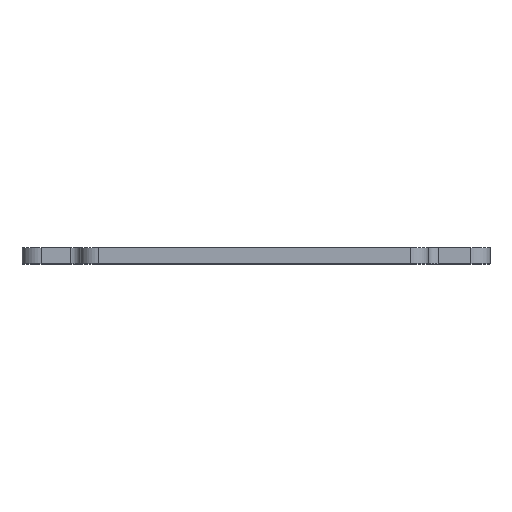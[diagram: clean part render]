
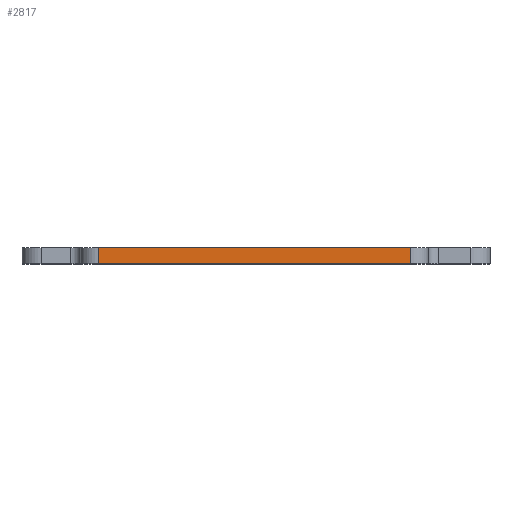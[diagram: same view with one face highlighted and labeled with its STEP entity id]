
A CAD part, top view. The second image highlights one B-rep face of the part: STEP entity #2817.
In plain terms, the highlighted planar face has unit normal (0, 0, 1).
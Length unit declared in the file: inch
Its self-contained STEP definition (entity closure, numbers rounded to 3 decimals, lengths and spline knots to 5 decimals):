
#45 = DIRECTION ( 'NONE',  ( -1., 0., 0. ) ) ;
#63 = AXIS2_PLACEMENT_3D ( 'NONE', #2008, #2467, #45 ) ;
#273 = VECTOR ( 'NONE', #2336, 39.37008 ) ;
#304 = VERTEX_POINT ( 'NONE', #1641 ) ;
#372 = EDGE_LOOP ( 'NONE', ( #2506, #1552, #649, #2441 ) ) ;
#429 = DIRECTION ( 'NONE',  ( 1., 0., 0. ) ) ;
#521 = FACE_OUTER_BOUND ( 'NONE', #372, .T. ) ;
#649 = ORIENTED_EDGE ( 'NONE', *, *, #3124, .F. ) ;
#658 = EDGE_CURVE ( 'NONE', #1514, #304, #2829, .T. ) ;
#735 = LINE ( 'NONE', #2895, #777 ) ;
#777 = VECTOR ( 'NONE', #1888, 39.37008 ) ;
#839 = VERTEX_POINT ( 'NONE', #2603 ) ;
#970 = CARTESIAN_POINT ( 'NONE',  ( -1.94488, 0.1, 1.2 ) ) ;
#1037 = VECTOR ( 'NONE', #429, 39.37008 ) ;
#1057 = PLANE ( 'NONE',  #63 ) ;
#1214 = EDGE_CURVE ( 'NONE', #1859, #839, #1646, .T. ) ;
#1348 = CARTESIAN_POINT ( 'NONE',  ( 1.94488, 0.1, 1.2 ) ) ;
#1349 = VECTOR ( 'NONE', #3089, 39.37008 ) ;
#1514 = VERTEX_POINT ( 'NONE', #2517 ) ;
#1552 = ORIENTED_EDGE ( 'NONE', *, *, #658, .F. ) ;
#1641 = CARTESIAN_POINT ( 'NONE',  ( 1.94488, 0., 1.2 ) ) ;
#1646 = LINE ( 'NONE', #970, #1349 ) ;
#1859 = VERTEX_POINT ( 'NONE', #2901 ) ;
#1888 = DIRECTION ( 'NONE',  ( 1., 0., 0. ) ) ;
#2008 = CARTESIAN_POINT ( 'NONE',  ( -1.94488, 0.1, 1.2 ) ) ;
#2336 = DIRECTION ( 'NONE',  ( 0., -1., 0. ) ) ;
#2378 = CARTESIAN_POINT ( 'NONE',  ( -1.94488, 0., 1.2 ) ) ;
#2441 = ORIENTED_EDGE ( 'NONE', *, *, #1214, .T. ) ;
#2467 = DIRECTION ( 'NONE',  ( 0., 0., -1. ) ) ;
#2506 = ORIENTED_EDGE ( 'NONE', *, *, #2627, .T. ) ;
#2517 = CARTESIAN_POINT ( 'NONE',  ( 1.94488, 0.2, 1.2 ) ) ;
#2603 = CARTESIAN_POINT ( 'NONE',  ( -1.94488, 0., 1.2 ) ) ;
#2627 = EDGE_CURVE ( 'NONE', #839, #304, #2865, .T. ) ;
#2817 = ADVANCED_FACE ( 'NONE', ( #521 ), #1057, .F. ) ;
#2829 = LINE ( 'NONE', #1348, #273 ) ;
#2865 = LINE ( 'NONE', #2378, #1037 ) ;
#2895 = CARTESIAN_POINT ( 'NONE',  ( -1.94488, 0.2, 1.2 ) ) ;
#2901 = CARTESIAN_POINT ( 'NONE',  ( -1.94488, 0.2, 1.2 ) ) ;
#3089 = DIRECTION ( 'NONE',  ( 0., -1., 0. ) ) ;
#3124 = EDGE_CURVE ( 'NONE', #1859, #1514, #735, .T. ) ;
